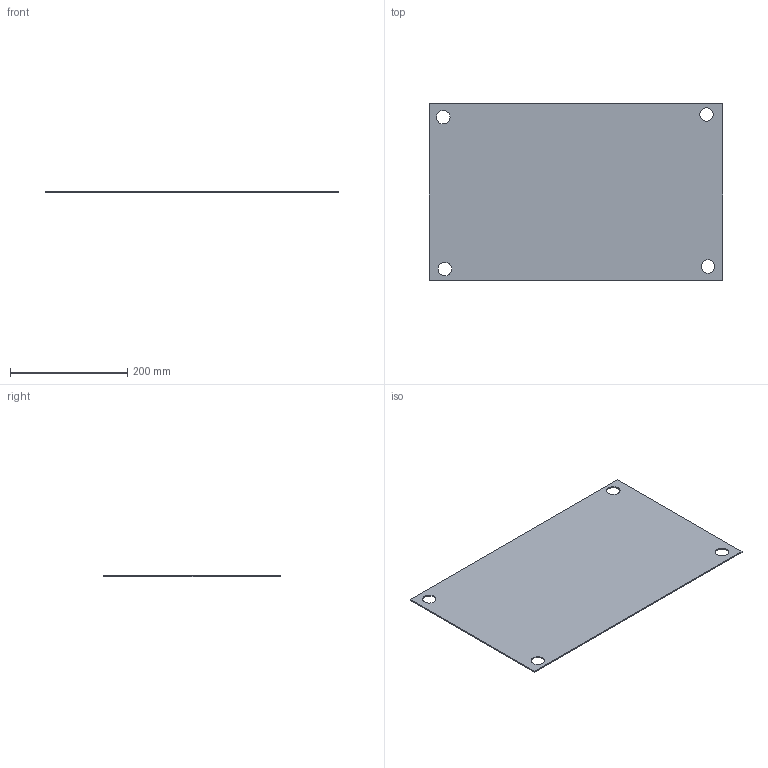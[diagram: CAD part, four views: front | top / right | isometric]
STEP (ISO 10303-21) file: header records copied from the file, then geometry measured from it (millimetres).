
FILE_DESCRIPTION(('HOOPS Exchange Step'),'2;1');
FILE_NAME('drive above.step','2019-02-19T19:13:37+00:00',('SYSTEM'),('Unknown organisation'),'HOOPS Exchange 10.0','HOOPS Exchange','Unknown authorisation');
FILE_SCHEMA( ('AP203_CONFIGURATION_CONTROLLED_3D_DESIGN_OF_MECHANICAL_PARTS_AND_ASSEMBLIES_MIM_LF') );
Length unit declared in the file: millimetre
Products named in the file (2): Default; drive above
Assembly tree (1 placements, depth 2):
  drive above
    Default
Bounding box: 500 x 300 x 2 mm (x, y, z)
Volume: 296676.2 mm3; surface area: 300454.2 mm2
Topology: 1 solids, 1 shells, 10 faces, 27 edges, 19 vertices
Faces by surface type: plane 6, cylinder 4
Full cylindrical faces by diameter (mm): 23 x4
Entity records: 389 total; most frequent: DIRECTION 64, CARTESIAN_POINT 59, ORIENTED_EDGE 54, EDGE_CURVE 27, AXIS2_PLACEMENT_3D 24, VERTEX_POINT 19, EDGE_LOOP 18, FACE_BOUND 18
